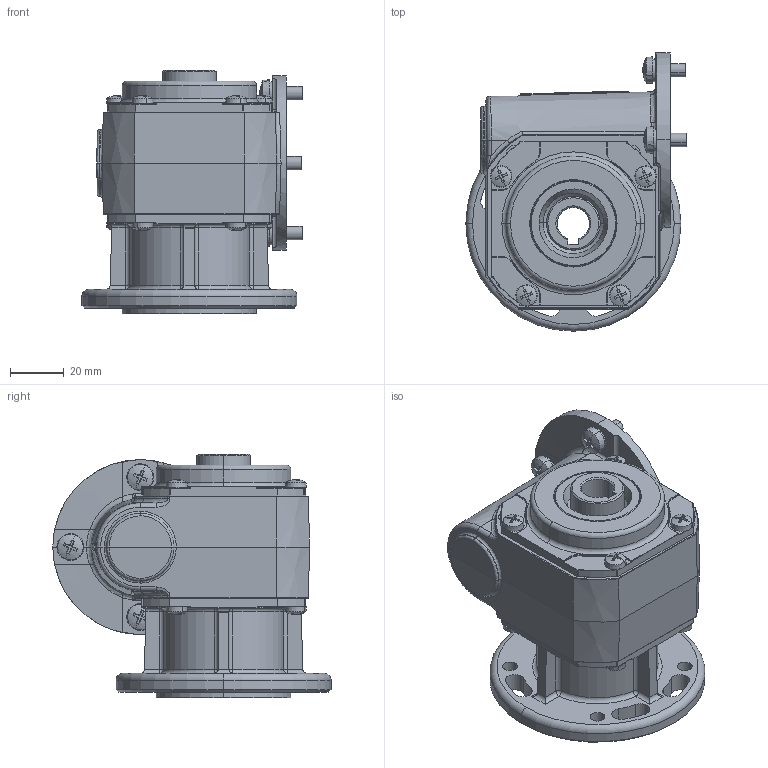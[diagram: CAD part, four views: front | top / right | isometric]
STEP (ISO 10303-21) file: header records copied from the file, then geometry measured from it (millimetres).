
FILE_DESCRIPTION (( 'STEP AP214' ), '1' );
FILE_NAME ('Getriebe_VE31-K-XH.STEP', '2008-06-16T08:40:46', ( 'Groschopp' ), ( 'Groschopp AG' ), 'SwSTEP 2.0', 'SolidWorks 2007', '' );
FILE_SCHEMA (( 'AUTOMOTIVE_DESIGN' ));
Length unit declared in the file: millimetre
Products named in the file (10): N_7985_5_8-+-N_7985_5.8_ _M 5 x 12; N_3760_PDB_1031171; Schneckenrad_B-+-2193515_ _PDB_2193523; N_128_PDB_1000802; Getriebe_VE31-K-XH; N_7500CE-+-N_7500CE_ _C M 4 x 10; Lagerdeckel-+-2253011_ _PDB_2253011; Flansch-+-2253127_ _PDB_2253127; Gehäuse_lackiert-+-2264560_ _PDB_2264560; N_625t1_6904 - 2Z - BQH72-102
Assembly tree (22 placements, depth 2):
  Getriebe_VE31-K-XH
    Gehäuse_lackiert-+-2264560_ _PDB_2264560
    N_128_PDB_1000802  x3
    N_625t1_6904 - 2Z - BQH72-102  x2
    Schneckenrad_B-+-2193515_ _PDB_2193523
    N_3760_PDB_1031171  x2
    N_7500CE-+-N_7500CE_ _C M 4 x 10  x8
    Lagerdeckel-+-2253011_ _PDB_2253011
    N_7985_5_8-+-N_7985_5.8_ _M 5 x 12  x3
    Flansch-+-2253127_ _PDB_2253127
Bounding box: 81.96 x 103.5 x 90.5 mm (x, y, z)
Volume: 220710.5 mm3; surface area: 96424.6 mm2
Topology: 23 solids, 23 shells, 1333 faces, 3165 edges, 1898 vertices
Faces by surface type: cylinder 401, plane 367, cone 245, torus 176, bspline 90, sphere 54
Entity records: 38245 total; most frequent: CARTESIAN_POINT 9329, DIRECTION 5116, ORIENTED_EDGE 4722, EDGE_CURVE 2361, AXIS2_PLACEMENT_3D 2127, VERTEX_POINT 1410, CIRCLE 1184, EDGE_LOOP 1099
